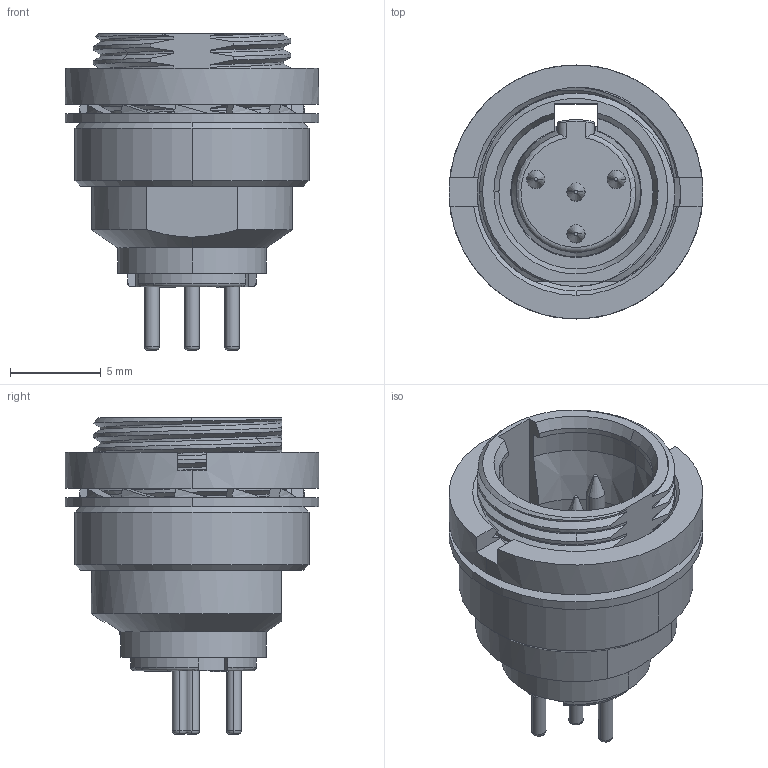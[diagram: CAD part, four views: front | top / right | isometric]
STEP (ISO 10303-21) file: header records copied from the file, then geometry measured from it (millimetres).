
FILE_DESCRIPTION (( 'STEP AP203' ), '1' );
FILE_NAME ('IO-TXLR4-M-PV.stp', '2024-03-20T16:49:01', ( '' ), ( '' ), 'SwSTEP 2.0', 'SolidWorks 2018', '' );
FILE_SCHEMA (( 'CONFIG_CONTROL_DESIGN' ));
Length unit declared in the file: millimetre
Products named in the file (1): IO-TXLR4-M-PV
Bounding box: 14 x 14 x 17.45 mm (x, y, z)
Volume: 840.5 mm3; surface area: 1951.3 mm2
Topology: 8 solids, 8 shells, 491 faces, 1229 edges, 783 vertices
Faces by surface type: plane 235, cylinder 150, cone 56, bspline 37, torus 13
Entity records: 21490 total; most frequent: CARTESIAN_POINT 10065, ORIENTED_EDGE 2458, DIRECTION 2185, EDGE_CURVE 1229, AXIS2_PLACEMENT_3D 786, VERTEX_POINT 783, VECTOR 613, LINE 613
